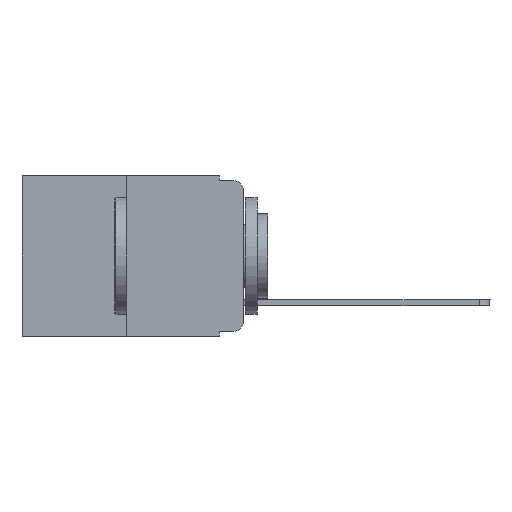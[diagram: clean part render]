
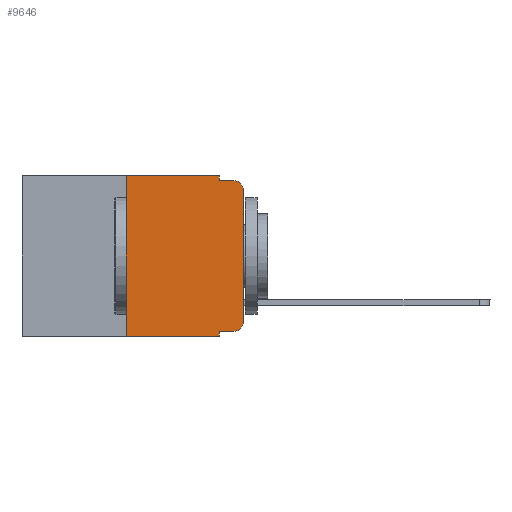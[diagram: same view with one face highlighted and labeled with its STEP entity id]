
A CAD part, left-side view. The second image highlights one B-rep face of the part: STEP entity #9646.
In plain terms, the highlighted planar face has unit normal (-1, 0, 0).
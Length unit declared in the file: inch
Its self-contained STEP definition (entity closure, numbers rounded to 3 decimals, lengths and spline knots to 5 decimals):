
#217 = VERTEX_POINT ( 'NONE', #8485 ) ;
#330 = EDGE_CURVE ( 'NONE', #11195, #8292, #5551, .T. ) ;
#408 = CARTESIAN_POINT ( 'NONE',  ( 0., 0.02, -0.01 ) ) ;
#1338 = VERTEX_POINT ( 'NONE', #17054 ) ;
#1367 = CARTESIAN_POINT ( 'NONE',  ( 0., 0.051, -0.01 ) ) ;
#1444 = EDGE_CURVE ( 'NONE', #12395, #6682, #5922, .T. ) ;
#1570 = EDGE_CURVE ( 'NONE', #4275, #11195, #11776, .T. ) ;
#1803 = CARTESIAN_POINT ( 'NONE',  ( 0., 0.25, -0.343 ) ) ;
#1827 = VECTOR ( 'NONE', #5467, 39.37008 ) ;
#1902 = AXIS2_PLACEMENT_3D ( 'NONE', #4827, #16871, #9970 ) ;
#1942 = CARTESIAN_POINT ( 'NONE',  ( 0., 0., 0. ) ) ;
#2047 = LINE ( 'NONE', #8104, #1827 ) ;
#2057 = DIRECTION ( 'NONE',  ( 0., -1., 0. ) ) ;
#2417 = DIRECTION ( 'NONE',  ( 0., 0., -1. ) ) ;
#2434 = ORIENTED_EDGE ( 'NONE', *, *, #330, .T. ) ;
#2783 = EDGE_LOOP ( 'NONE', ( #4183, #2434, #13691, #16729, #15637, #11269, #8934, #10981, #7874, #3183 ) ) ;
#2801 = DIRECTION ( 'NONE',  ( 0., -1., 0. ) ) ;
#2921 = LINE ( 'NONE', #5289, #14160 ) ;
#3029 = CARTESIAN_POINT ( 'NONE',  ( 0., 0.25, 0. ) ) ;
#3183 = ORIENTED_EDGE ( 'NONE', *, *, #5437, .T. ) ;
#3460 = LINE ( 'NONE', #8331, #15533 ) ;
#3739 = LINE ( 'NONE', #10789, #11888 ) ;
#4183 = ORIENTED_EDGE ( 'NONE', *, *, #1570, .T. ) ;
#4275 = VERTEX_POINT ( 'NONE', #14157 ) ;
#4314 = CARTESIAN_POINT ( 'NONE',  ( 0., 0.051, -0.01 ) ) ;
#4543 = VERTEX_POINT ( 'NONE', #12319 ) ;
#4827 = CARTESIAN_POINT ( 'NONE',  ( 0., 0.02, -0.313 ) ) ;
#5289 = CARTESIAN_POINT ( 'NONE',  ( 0., 0.051, 0. ) ) ;
#5310 = CARTESIAN_POINT ( 'NONE',  ( 0., 0.051, -0.343 ) ) ;
#5437 = EDGE_CURVE ( 'NONE', #10497, #4275, #5661, .T. ) ;
#5467 = DIRECTION ( 'NONE',  ( 0., 0., -1. ) ) ;
#5551 = CIRCLE ( 'NONE', #16546, 0.02 ) ;
#5661 = CIRCLE ( 'NONE', #1902, 0.02 ) ;
#5922 = LINE ( 'NONE', #10875, #8842 ) ;
#6132 = LINE ( 'NONE', #1367, #10313 ) ;
#6682 = VERTEX_POINT ( 'NONE', #5310 ) ;
#7021 = EDGE_CURVE ( 'NONE', #12395, #1338, #17057, .T. ) ;
#7209 = EDGE_CURVE ( 'NONE', #217, #10497, #3739, .T. ) ;
#7798 = DIRECTION ( 'NONE',  ( 1., 0., 0. ) ) ;
#7874 = ORIENTED_EDGE ( 'NONE', *, *, #7209, .T. ) ;
#8104 = CARTESIAN_POINT ( 'NONE',  ( 0., 0.051, 0. ) ) ;
#8189 = CARTESIAN_POINT ( 'NONE',  ( 0., 0.02, -0.333 ) ) ;
#8238 = VECTOR ( 'NONE', #11094, 39.37008 ) ;
#8292 = VERTEX_POINT ( 'NONE', #408 ) ;
#8331 = CARTESIAN_POINT ( 'NONE',  ( 0., 0.473, 0. ) ) ;
#8485 = CARTESIAN_POINT ( 'NONE',  ( 0., 0.051, -0.333 ) ) ;
#8842 = VECTOR ( 'NONE', #2057, 39.37008 ) ;
#8934 = ORIENTED_EDGE ( 'NONE', *, *, #1444, .T. ) ;
#9646 = ADVANCED_FACE ( 'NONE', ( #14908 ), #16972, .F. ) ;
#9970 = DIRECTION ( 'NONE',  ( 0., 0., -1. ) ) ;
#10313 = VECTOR ( 'NONE', #15911, 39.37008 ) ;
#10414 = AXIS2_PLACEMENT_3D ( 'NONE', #15757, #7798, #15581 ) ;
#10468 = EDGE_CURVE ( 'NONE', #12768, #8292, #6132, .T. ) ;
#10497 = VERTEX_POINT ( 'NONE', #8189 ) ;
#10789 = CARTESIAN_POINT ( 'NONE',  ( 0., 0.051, -0.333 ) ) ;
#10875 = CARTESIAN_POINT ( 'NONE',  ( 0., 0.473, -0.343 ) ) ;
#10981 = ORIENTED_EDGE ( 'NONE', *, *, #12059, .F. ) ;
#11094 = DIRECTION ( 'NONE',  ( 0., 0., 1. ) ) ;
#11195 = VERTEX_POINT ( 'NONE', #12125 ) ;
#11269 = ORIENTED_EDGE ( 'NONE', *, *, #7021, .F. ) ;
#11679 = CARTESIAN_POINT ( 'NONE',  ( 0., 0.02, -0.03 ) ) ;
#11776 = LINE ( 'NONE', #1942, #8238 ) ;
#11888 = VECTOR ( 'NONE', #2801, 39.37008 ) ;
#11930 = DIRECTION ( 'NONE',  ( -1., 0., 0. ) ) ;
#12059 = EDGE_CURVE ( 'NONE', #217, #6682, #2921, .T. ) ;
#12125 = CARTESIAN_POINT ( 'NONE',  ( 0., 0., -0.03 ) ) ;
#12319 = CARTESIAN_POINT ( 'NONE',  ( 0., 0.051, 0. ) ) ;
#12395 = VERTEX_POINT ( 'NONE', #1803 ) ;
#12768 = VERTEX_POINT ( 'NONE', #4314 ) ;
#12978 = DIRECTION ( 'NONE',  ( 0., 0., 1. ) ) ;
#12995 = EDGE_CURVE ( 'NONE', #4543, #12768, #2047, .T. ) ;
#13524 = DIRECTION ( 'NONE',  ( 0., -1., 0. ) ) ;
#13691 = ORIENTED_EDGE ( 'NONE', *, *, #10468, .F. ) ;
#14136 = EDGE_CURVE ( 'NONE', #1338, #4543, #3460, .T. ) ;
#14157 = CARTESIAN_POINT ( 'NONE',  ( 0., 0., -0.313 ) ) ;
#14160 = VECTOR ( 'NONE', #15713, 39.37008 ) ;
#14908 = FACE_OUTER_BOUND ( 'NONE', #2783, .T. ) ;
#15533 = VECTOR ( 'NONE', #13524, 39.37008 ) ;
#15581 = DIRECTION ( 'NONE',  ( 0., 0., -1. ) ) ;
#15637 = ORIENTED_EDGE ( 'NONE', *, *, #14136, .F. ) ;
#15713 = DIRECTION ( 'NONE',  ( 0., 0., -1. ) ) ;
#15757 = CARTESIAN_POINT ( 'NONE',  ( 0., 0.473, 0. ) ) ;
#15911 = DIRECTION ( 'NONE',  ( 0., -1., 0. ) ) ;
#16546 = AXIS2_PLACEMENT_3D ( 'NONE', #11679, #11930, #2417 ) ;
#16729 = ORIENTED_EDGE ( 'NONE', *, *, #12995, .F. ) ;
#16862 = VECTOR ( 'NONE', #12978, 39.37008 ) ;
#16871 = DIRECTION ( 'NONE',  ( -1., 0., 0. ) ) ;
#16972 = PLANE ( 'NONE',  #10414 ) ;
#17054 = CARTESIAN_POINT ( 'NONE',  ( 0., 0.25, 0. ) ) ;
#17057 = LINE ( 'NONE', #3029, #16862 ) ;
